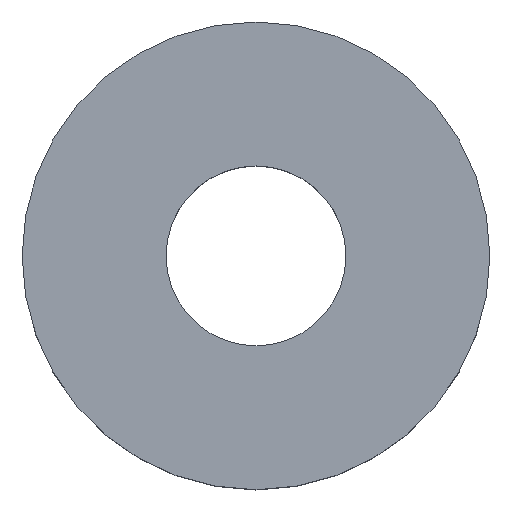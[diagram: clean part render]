
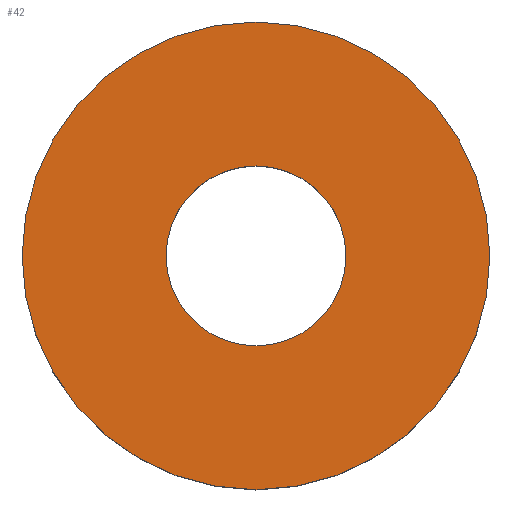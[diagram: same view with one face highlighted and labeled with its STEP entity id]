
A CAD part, top view. The second image highlights one B-rep face of the part: STEP entity #42.
In plain terms, the highlighted planar face has unit normal (0, 0, 1).
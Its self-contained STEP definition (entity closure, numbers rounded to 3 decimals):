
#2 = ORIENTED_EDGE ( 'NONE', *, *, #114, .T. ) ;
#3 = CARTESIAN_POINT ( 'NONE',  ( 5., 0., 8. ) ) ;
#4 = EDGE_CURVE ( 'NONE', #58, #102, #179, .T. ) ;
#5 = CARTESIAN_POINT ( 'NONE',  ( 13., 0., 8. ) ) ;
#6 = VERTEX_POINT ( 'NONE', #5 ) ;
#7 = CARTESIAN_POINT ( 'NONE',  ( 0., 0., 8. ) ) ;
#11 = DIRECTION ( 'NONE',  ( 1., 0., 0. ) ) ;
#24 = PLANE ( 'NONE',  #170 ) ;
#42 = ADVANCED_FACE ( 'NONE', ( #187, #106 ), #24, .T. ) ;
#43 = CARTESIAN_POINT ( 'NONE',  ( 0., 0., 8. ) ) ;
#56 = AXIS2_PLACEMENT_3D ( 'NONE', #246, #108, #227 ) ;
#58 = VERTEX_POINT ( 'NONE', #217 ) ;
#59 = EDGE_LOOP ( 'NONE', ( #2, #226 ) ) ;
#102 = VERTEX_POINT ( 'NONE', #3 ) ;
#103 = DIRECTION ( 'NONE',  ( 0., 0., 1. ) ) ;
#106 = FACE_BOUND ( 'NONE', #125, .T. ) ;
#108 = DIRECTION ( 'NONE',  ( 0., 0., 1. ) ) ;
#113 = CIRCLE ( 'NONE', #210, 13. ) ;
#114 = EDGE_CURVE ( 'NONE', #157, #6, #241, .T. ) ;
#116 = ORIENTED_EDGE ( 'NONE', *, *, #218, .F. ) ;
#119 = DIRECTION ( 'NONE',  ( 0., 0., 1. ) ) ;
#120 = EDGE_CURVE ( 'NONE', #6, #157, #113, .T. ) ;
#125 = EDGE_LOOP ( 'NONE', ( #165, #116 ) ) ;
#139 = DIRECTION ( 'NONE',  ( 0., 0., 1. ) ) ;
#143 = DIRECTION ( 'NONE',  ( 0., 0., 1. ) ) ;
#145 = AXIS2_PLACEMENT_3D ( 'NONE', #156, #119, #197 ) ;
#156 = CARTESIAN_POINT ( 'NONE',  ( 0., 0., 8. ) ) ;
#157 = VERTEX_POINT ( 'NONE', #209 ) ;
#165 = ORIENTED_EDGE ( 'NONE', *, *, #4, .F. ) ;
#170 = AXIS2_PLACEMENT_3D ( 'NONE', #43, #103, #243 ) ;
#179 = CIRCLE ( 'NONE', #145, 5. ) ;
#187 = FACE_OUTER_BOUND ( 'NONE', #59, .T. ) ;
#197 = DIRECTION ( 'NONE',  ( 1., 0., 0. ) ) ;
#209 = CARTESIAN_POINT ( 'NONE',  ( -13., 0., 8. ) ) ;
#210 = AXIS2_PLACEMENT_3D ( 'NONE', #224, #143, #11 ) ;
#217 = CARTESIAN_POINT ( 'NONE',  ( -5., 0., 8. ) ) ;
#218 = EDGE_CURVE ( 'NONE', #102, #58, #244, .T. ) ;
#224 = CARTESIAN_POINT ( 'NONE',  ( 0., 0., 8. ) ) ;
#226 = ORIENTED_EDGE ( 'NONE', *, *, #120, .T. ) ;
#227 = DIRECTION ( 'NONE',  ( 1., 0., 0. ) ) ;
#233 = AXIS2_PLACEMENT_3D ( 'NONE', #7, #139, #240 ) ;
#240 = DIRECTION ( 'NONE',  ( 1., 0., 0. ) ) ;
#241 = CIRCLE ( 'NONE', #56, 13. ) ;
#243 = DIRECTION ( 'NONE',  ( 1., 0., 0. ) ) ;
#244 = CIRCLE ( 'NONE', #233, 5. ) ;
#246 = CARTESIAN_POINT ( 'NONE',  ( 0., 0., 8. ) ) ;
